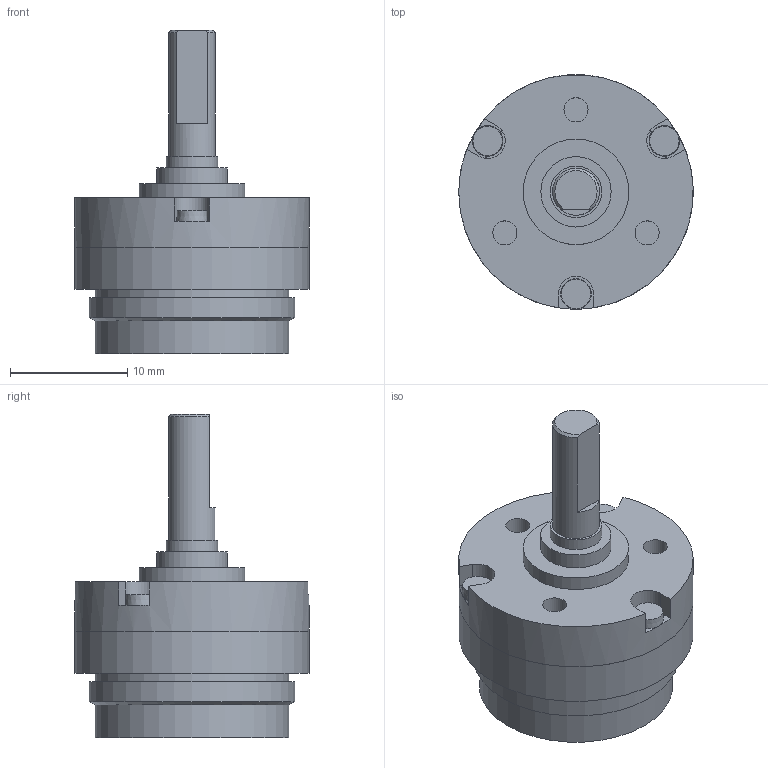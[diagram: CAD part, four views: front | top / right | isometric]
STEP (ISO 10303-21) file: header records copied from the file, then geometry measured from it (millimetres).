
FILE_DESCRIPTION(/* description */ (''),/* implementation_level */ '2;1');
FILE_NAME(/* name */ '20-1R_1stage.stp',/* time_stamp */ '2017-03-22T13:23:27+01:00',/* author */ ('DR. FRITZ FAULHABER GmbH & Co. KG'),/* organization */ ('DR. FRITZ FAULHABER GmbH & Co. KG'),/* preprocessor_version */ 'ST-DEVELOPER v16',/* originating_system */ 'SIEMENS PLM Software NX 10.0',/* authorisation */ '');
FILE_SCHEMA (('AUTOMOTIVE_DESIGN { 1 0 10303 214 3 1 1 1 }'));
Length unit declared in the file: millimetre
Products named in the file (1): H00001070_B
Bounding box: 20 x 20 x 27.6 mm (x, y, z)
Volume: 3671.5 mm3; surface area: 1860.3 mm2
Topology: 1 solids, 1 shells, 56 faces, 113 edges, 74 vertices
Faces by surface type: plane 31, cylinder 20, cone 5
Full cylindrical faces by diameter (mm): 2.05 x3, 4 x1, 4.4 x1, 6 x1, 7.4 x1, 7.7 x1, 9 x1, 13.2 x1, 13.78 x1, 16.5 x2, 17.5 x1, 19.99 x1, 20 x2
Entity records: 1348 total; most frequent: DIRECTION 254, CARTESIAN_POINT 217, ORIENTED_EDGE 172, AXIS2_PLACEMENT_3D 113, EDGE_LOOP 92, EDGE_CURVE 86, FACE_BOUND 69, VERTEX_POINT 68
